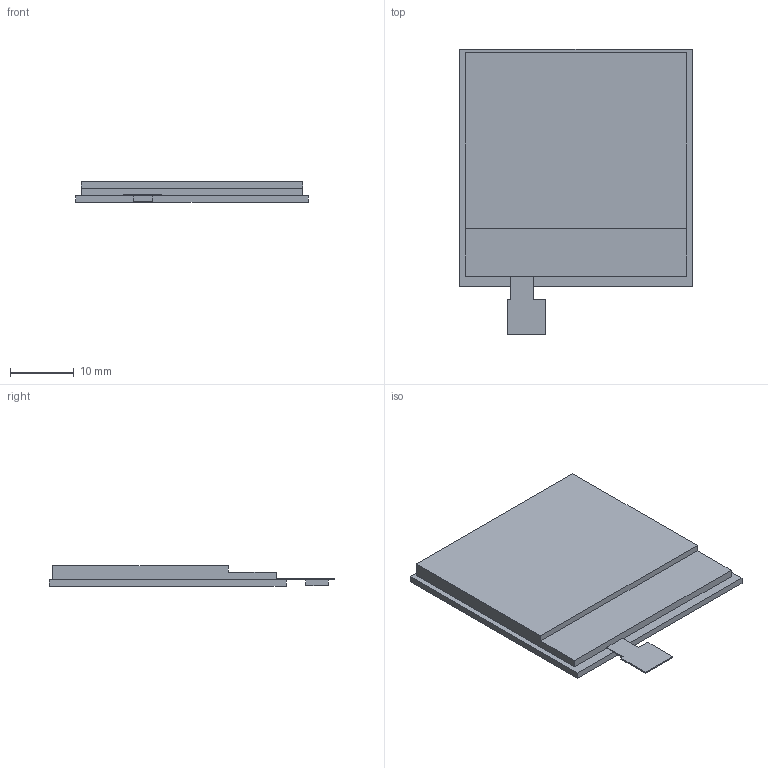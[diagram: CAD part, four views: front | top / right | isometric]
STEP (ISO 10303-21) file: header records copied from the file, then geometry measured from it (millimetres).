
FILE_DESCRIPTION (( 'STEP AP214' ), '1' );
FILE_NAME ('LCD Nokia1200.STEP', '2019-12-07T20:56:07', ( 'Elessar' ), ( '' ), 'SwSTEP 2.0', 'SolidWorks 2018', '' );
FILE_SCHEMA (( 'AUTOMOTIVE_DESIGN' ));
Length unit declared in the file: millimetre
Products named in the file (1): LCD Nokia1200
Bounding box: 36.4 x 44.6 x 3.2 mm (x, y, z)
Volume: 3766.5 mm3; surface area: 3236.1 mm2
Topology: 1 solids, 1 shells, 32 faces, 82 edges, 54 vertices
Faces by surface type: plane 32
Entity records: 1336 total; most frequent: CARTESIAN_POINT 169, ORIENTED_EDGE 164, DIRECTION 148, EDGE_CURVE 82, LINE 82, VECTOR 82, VERTEX_POINT 54, UNCERTAINTY_MEASURE_WITH_UNIT 35
